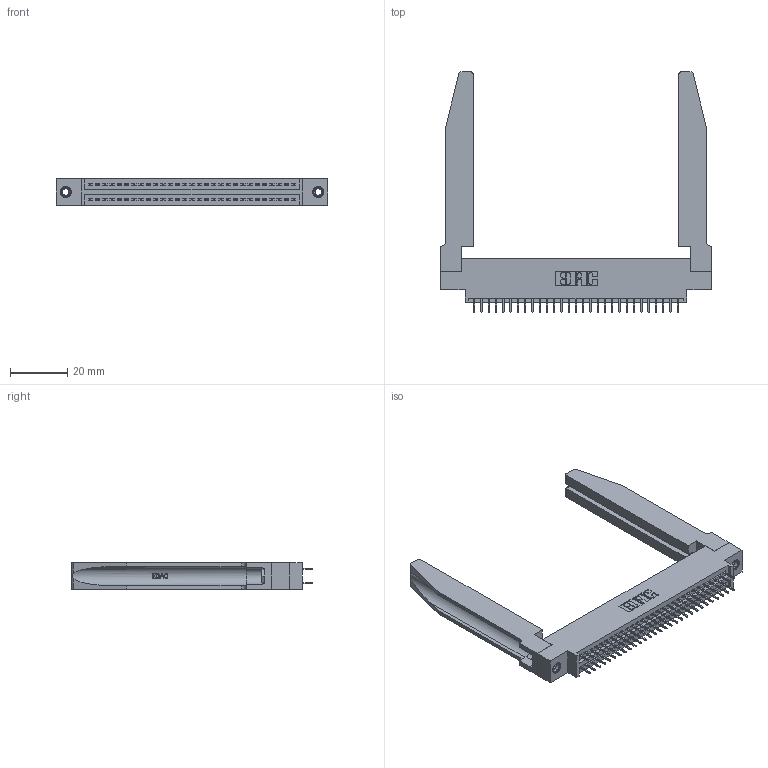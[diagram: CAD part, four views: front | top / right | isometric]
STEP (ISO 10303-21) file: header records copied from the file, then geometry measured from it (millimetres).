
FILE_DESCRIPTION (( 'STEP AP203' ), '1' );
FILE_NAME ('345-058-525-878.STEP', '2020-09-20T21:07:54', ( '' ), ( '' ), 'SwSTEP 2.0', 'SolidWorks 2020', '' );
FILE_SCHEMA (( 'CONFIG_CONTROL_DESIGN' ));
Length unit declared in the file: inch
Products named in the file (5): 345-292-001_345-293-125; 345 Part_0.170 Offset - 0.156 Dia-TH; 345-058-525-878; 345-250-001_345-250-001-102; 345-220-078_345-220-078
Assembly tree (63 placements, depth 2):
  345-058-525-878
    345 Part_0.170 Offset - 0.156 Dia-TH
    345-292-001_345-293-125  x58
    345-250-001_345-250-001-102  x2
    345-220-078_345-220-078  x2
Bounding box: 94.89 x 84 x 9.4 mm (x, y, z)
Volume: 16659 mm3; surface area: 19581.3 mm2
Topology: 63 solids, 63 shells, 3496 faces, 9835 edges, 6314 vertices
Faces by surface type: plane 2488, cylinder 956, bspline 36, cone 12, torus 4
Entity records: 29450 total; most frequent: CARTESIAN_POINT 5867, ORIENTED_EDGE 4698, DIRECTION 4183, EDGE_CURVE 2349, VECTOR 2011, LINE 2011, VERTEX_POINT 1556, AXIS2_PLACEMENT_3D 1086
